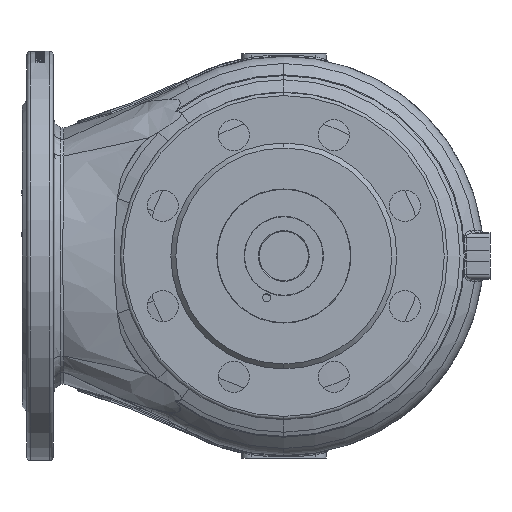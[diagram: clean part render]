
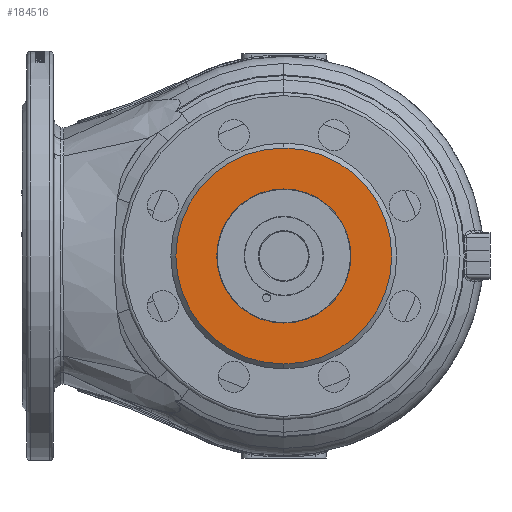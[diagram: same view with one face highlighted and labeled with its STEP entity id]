
A CAD part, front view. The second image highlights one B-rep face of the part: STEP entity #184516.
In plain terms, the highlighted planar face has unit normal (0, -1, 0).
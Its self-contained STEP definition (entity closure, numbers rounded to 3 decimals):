
#2941 = DIRECTION ( 'NONE',  ( 0., 1., 0. ) ) ;
#4267 = FACE_OUTER_BOUND ( 'NONE', #228273, .T. ) ;
#10609 = EDGE_CURVE ( 'NONE', #70780, #37323, #198279, .T. ) ;
#13200 = EDGE_LOOP ( 'NONE', ( #105001, #176928 ) ) ;
#34798 = CIRCLE ( 'NONE', #169341, 66. ) ;
#37323 = VERTEX_POINT ( 'NONE', #213564 ) ;
#39403 = FACE_BOUND ( 'NONE', #13200, .T. ) ;
#51849 = AXIS2_PLACEMENT_3D ( 'NONE', #126040, #197381, #127186 ) ;
#54630 = PLANE ( 'NONE',  #51849 ) ;
#56754 = CARTESIAN_POINT ( 'NONE',  ( 0., -195., 0. ) ) ;
#57791 = VERTEX_POINT ( 'NONE', #155351 ) ;
#67703 = ORIENTED_EDGE ( 'NONE', *, *, #10609, .F. ) ;
#68910 = AXIS2_PLACEMENT_3D ( 'NONE', #156842, #112176, #199960 ) ;
#70780 = VERTEX_POINT ( 'NONE', #125706 ) ;
#76244 = CIRCLE ( 'NONE', #68910, 41. ) ;
#102677 = EDGE_CURVE ( 'NONE', #57791, #143512, #76244, .T. ) ;
#105001 = ORIENTED_EDGE ( 'NONE', *, *, #178456, .T. ) ;
#112176 = DIRECTION ( 'NONE',  ( 0., 1., 0. ) ) ;
#125706 = CARTESIAN_POINT ( 'NONE',  ( 0., -195., 66. ) ) ;
#126040 = CARTESIAN_POINT ( 'NONE',  ( 0., -195., 0. ) ) ;
#127186 = DIRECTION ( 'NONE',  ( 0., 0., -1. ) ) ;
#143512 = VERTEX_POINT ( 'NONE', #208896 ) ;
#153011 = ORIENTED_EDGE ( 'NONE', *, *, #170558, .F. ) ;
#155351 = CARTESIAN_POINT ( 'NONE',  ( 0., -195., -41. ) ) ;
#156645 = DIRECTION ( 'NONE',  ( 0., 1., 0. ) ) ;
#156842 = CARTESIAN_POINT ( 'NONE',  ( 0., -195., 0. ) ) ;
#168603 = AXIS2_PLACEMENT_3D ( 'NONE', #189598, #172041, #190717 ) ;
#169341 = AXIS2_PLACEMENT_3D ( 'NONE', #175410, #156645, #211644 ) ;
#170558 = EDGE_CURVE ( 'NONE', #37323, #70780, #34798, .T. ) ;
#172041 = DIRECTION ( 'NONE',  ( 0., 1., 0. ) ) ;
#175410 = CARTESIAN_POINT ( 'NONE',  ( 0., -195., 0. ) ) ;
#176928 = ORIENTED_EDGE ( 'NONE', *, *, #102677, .T. ) ;
#178456 = EDGE_CURVE ( 'NONE', #143512, #57791, #227907, .T. ) ;
#183130 = AXIS2_PLACEMENT_3D ( 'NONE', #56754, #2941, #183182 ) ;
#183182 = DIRECTION ( 'NONE',  ( 0., 0., -1. ) ) ;
#184516 = ADVANCED_FACE ( 'NONE', ( #4267, #39403 ), #54630, .T. ) ;
#189598 = CARTESIAN_POINT ( 'NONE',  ( 0., -195., 0. ) ) ;
#190717 = DIRECTION ( 'NONE',  ( 0., 0., -1. ) ) ;
#197381 = DIRECTION ( 'NONE',  ( 0., -1., 0. ) ) ;
#198279 = CIRCLE ( 'NONE', #168603, 66. ) ;
#199960 = DIRECTION ( 'NONE',  ( 0., 0., -1. ) ) ;
#208896 = CARTESIAN_POINT ( 'NONE',  ( 0., -195., 41. ) ) ;
#211644 = DIRECTION ( 'NONE',  ( 0., 0., -1. ) ) ;
#213564 = CARTESIAN_POINT ( 'NONE',  ( 0., -195., -66. ) ) ;
#227907 = CIRCLE ( 'NONE', #183130, 41. ) ;
#228273 = EDGE_LOOP ( 'NONE', ( #67703, #153011 ) ) ;
